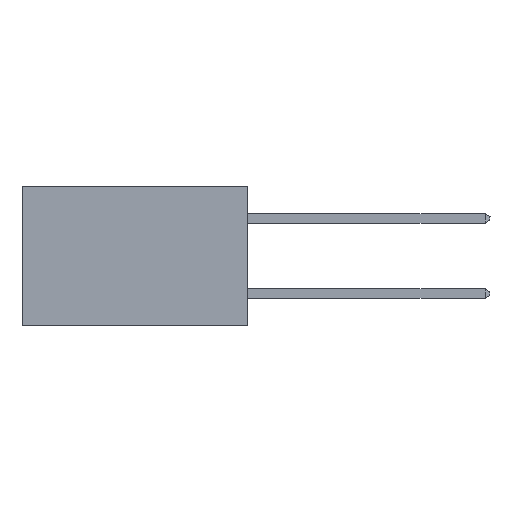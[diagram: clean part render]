
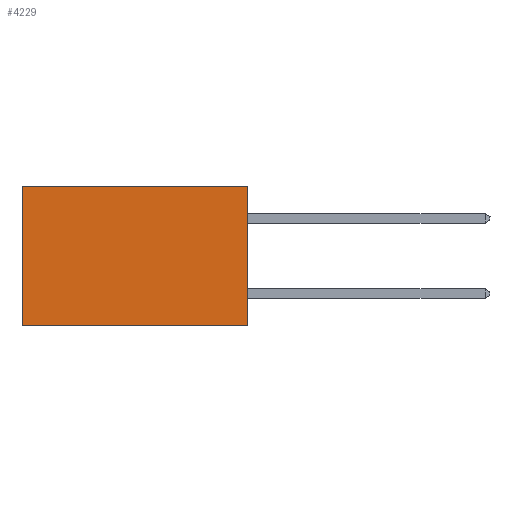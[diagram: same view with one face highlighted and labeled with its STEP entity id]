
A CAD part, left-side view. The second image highlights one B-rep face of the part: STEP entity #4229.
In plain terms, the highlighted planar face has unit normal (-1, 0, 0).
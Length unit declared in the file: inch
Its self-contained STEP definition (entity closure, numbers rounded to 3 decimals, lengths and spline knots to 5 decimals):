
#253 = EDGE_LOOP ( 'NONE', ( #17504, #22606, #10056, #417 ) ) ;
#417 = ORIENTED_EDGE ( 'NONE', *, *, #7052, .T. ) ;
#549 = CARTESIAN_POINT ( 'NONE',  ( 0.2615, 0.6, -0.37 ) ) ;
#801 = CARTESIAN_POINT ( 'NONE',  ( 0.2615, 0., -0.37 ) ) ;
#1558 = DIRECTION ( 'NONE',  ( 0., 1., 0. ) ) ;
#2443 = VECTOR ( 'NONE', #1558, 39.37008 ) ;
#2878 = LINE ( 'NONE', #14014, #2947 ) ;
#2947 = VECTOR ( 'NONE', #12124, 39.37008 ) ;
#3168 = VECTOR ( 'NONE', #23227, 39.37008 ) ;
#3211 = FACE_OUTER_BOUND ( 'NONE', #253, .T. ) ;
#3236 = EDGE_CURVE ( 'NONE', #18214, #10174, #18777, .T. ) ;
#4229 = ADVANCED_FACE ( 'NONE', ( #3211 ), #10321, .F. ) ;
#6377 = EDGE_CURVE ( 'NONE', #19484, #10174, #16961, .T. ) ;
#7052 = EDGE_CURVE ( 'NONE', #13581, #19484, #20016, .T. ) ;
#9710 = DIRECTION ( 'NONE',  ( 0., 1., 0. ) ) ;
#10056 = ORIENTED_EDGE ( 'NONE', *, *, #21436, .F. ) ;
#10174 = VERTEX_POINT ( 'NONE', #13219 ) ;
#10283 = CARTESIAN_POINT ( 'NONE',  ( 0.2615, 0., 0. ) ) ;
#10321 = PLANE ( 'NONE',  #11231 ) ;
#10553 = DIRECTION ( 'NONE',  ( 0., 0., -1. ) ) ;
#11231 = AXIS2_PLACEMENT_3D ( 'NONE', #17597, #15796, #10553 ) ;
#12075 = CARTESIAN_POINT ( 'NONE',  ( 0.2615, 0., -0.37 ) ) ;
#12124 = DIRECTION ( 'NONE',  ( 0., 0., -1. ) ) ;
#13162 = CARTESIAN_POINT ( 'NONE',  ( 0.2615, 0.6, 0. ) ) ;
#13219 = CARTESIAN_POINT ( 'NONE',  ( 0.2615, 0.6, -0.37 ) ) ;
#13581 = VERTEX_POINT ( 'NONE', #10283 ) ;
#14014 = CARTESIAN_POINT ( 'NONE',  ( 0.2615, 0., -0.37 ) ) ;
#15426 = VECTOR ( 'NONE', #9710, 39.37008 ) ;
#15796 = DIRECTION ( 'NONE',  ( 1., 0., 0. ) ) ;
#16961 = LINE ( 'NONE', #549, #3168 ) ;
#17504 = ORIENTED_EDGE ( 'NONE', *, *, #6377, .T. ) ;
#17597 = CARTESIAN_POINT ( 'NONE',  ( 0.2615, 0., -0.37 ) ) ;
#18214 = VERTEX_POINT ( 'NONE', #12075 ) ;
#18229 = CARTESIAN_POINT ( 'NONE',  ( 0.2615, 0., 0. ) ) ;
#18777 = LINE ( 'NONE', #801, #15426 ) ;
#19484 = VERTEX_POINT ( 'NONE', #13162 ) ;
#20016 = LINE ( 'NONE', #18229, #2443 ) ;
#21436 = EDGE_CURVE ( 'NONE', #13581, #18214, #2878, .T. ) ;
#22606 = ORIENTED_EDGE ( 'NONE', *, *, #3236, .F. ) ;
#23227 = DIRECTION ( 'NONE',  ( 0., 0., -1. ) ) ;
